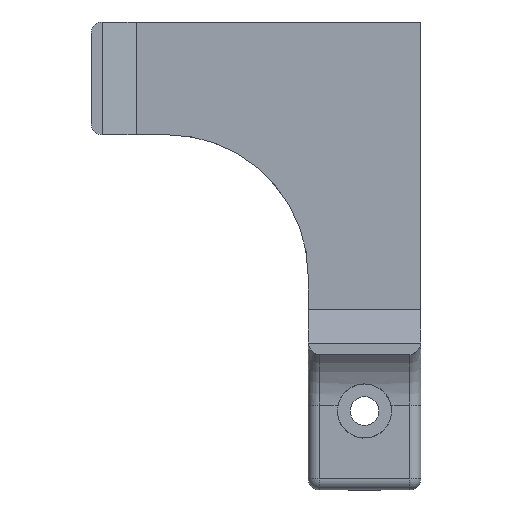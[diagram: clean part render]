
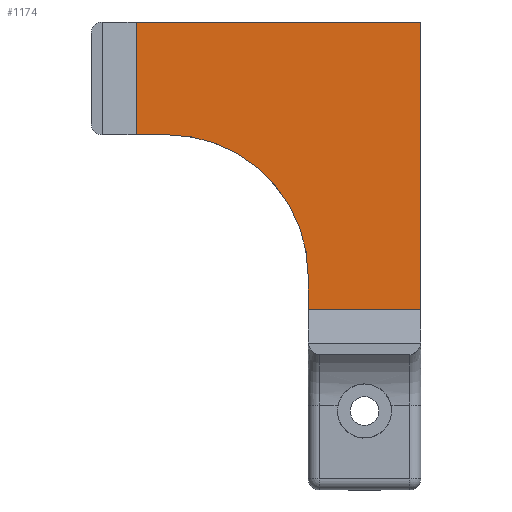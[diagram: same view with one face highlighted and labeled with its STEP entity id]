
A CAD part, top view. The second image highlights one B-rep face of the part: STEP entity #1174.
In plain terms, the highlighted planar face has unit normal (0, 0, 1).
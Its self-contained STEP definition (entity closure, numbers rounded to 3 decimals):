
#93=CIRCLE('',#1276,25.);
#160=FACE_OUTER_BOUND('',#231,.T.);
#231=EDGE_LOOP('',(#917,#918,#919,#920,#921,#922,#923));
#283=LINE('',#1731,#386);
#307=LINE('',#1895,#410);
#310=LINE('',#1900,#413);
#312=LINE('',#1904,#415);
#334=LINE('',#1966,#437);
#343=LINE('',#1994,#446);
#386=VECTOR('',#1370,10.);
#410=VECTOR('',#1418,10.);
#413=VECTOR('',#1423,10.);
#415=VECTOR('',#1427,10.);
#437=VECTOR('',#1495,10.);
#446=VECTOR('',#1524,10.);
#487=VERTEX_POINT('',#1728);
#488=VERTEX_POINT('',#1730);
#515=VERTEX_POINT('',#1892);
#516=VERTEX_POINT('',#1894);
#517=VERTEX_POINT('',#1899);
#518=VERTEX_POINT('',#1903);
#544=VERTEX_POINT('',#1992);
#596=EDGE_CURVE('',#487,#488,#283,.T.);
#631=EDGE_CURVE('',#515,#516,#307,.T.);
#634=EDGE_CURVE('',#517,#516,#310,.T.);
#636=EDGE_CURVE('',#518,#488,#312,.T.);
#668=EDGE_CURVE('',#515,#518,#334,.T.);
#681=EDGE_CURVE('',#487,#544,#93,.T.);
#682=EDGE_CURVE('',#517,#544,#343,.T.);
#917=ORIENTED_EDGE('',*,*,#596,.F.);
#918=ORIENTED_EDGE('',*,*,#681,.T.);
#919=ORIENTED_EDGE('',*,*,#682,.F.);
#920=ORIENTED_EDGE('',*,*,#634,.T.);
#921=ORIENTED_EDGE('',*,*,#631,.F.);
#922=ORIENTED_EDGE('',*,*,#668,.T.);
#923=ORIENTED_EDGE('',*,*,#636,.T.);
#1131=PLANE('',#1275);
#1174=ADVANCED_FACE('',(#160),#1131,.T.);
#1275=AXIS2_PLACEMENT_3D('',#1991,#1520,#1521);
#1276=AXIS2_PLACEMENT_3D('',#1993,#1522,#1523);
#1370=DIRECTION('',(-1.,0.,0.));
#1418=DIRECTION('',(0.,-1.,0.));
#1423=DIRECTION('',(1.,0.,0.));
#1427=DIRECTION('',(0.,-1.,0.));
#1495=DIRECTION('',(-1.,0.,0.));
#1520=DIRECTION('center_axis',(0.,0.,
1.));
#1521=DIRECTION('ref_axis',(-1.,0.,0.));
#1522=DIRECTION('center_axis',(0.,0.,
-1.));
#1523=DIRECTION('ref_axis',(0.707,0.707,0.));
#1524=DIRECTION('',(0.,1.,0.));
#1728=CARTESIAN_POINT('',(-63.886,-106.403,-87.778));
#1730=CARTESIAN_POINT('',(-71.886,-106.403,-87.778));
#1731=CARTESIAN_POINT('',(-74.636,-106.403,-87.778));
#1892=CARTESIAN_POINT('',(-18.886,-86.403,-87.778));
#1894=CARTESIAN_POINT('',(-18.886,-139.903,-87.778));
#1895=CARTESIAN_POINT('',(-18.886,-133.403,-87.778));
#1899=CARTESIAN_POINT('',(-38.886,-139.903,-87.778));
#1900=CARTESIAN_POINT('',(25.864,-139.903,-87.778));
#1903=CARTESIAN_POINT('',(-71.886,-86.403,-87.778));
#1904=CARTESIAN_POINT('',(-71.886,-31.653,-87.778));
#1966=CARTESIAN_POINT('',(-38.886,-86.403,-87.778));
#1991=CARTESIAN_POINT('Origin',(90.614,23.097,-87.778));
#1992=CARTESIAN_POINT('',(-38.886,-131.403,-87.778));
#1993=CARTESIAN_POINT('Origin',(-63.886,-131.403,-87.778));
#1994=CARTESIAN_POINT('',(-38.886,-135.653,-87.778));
